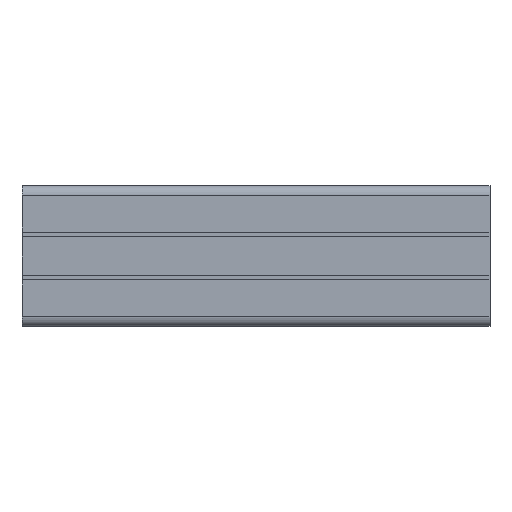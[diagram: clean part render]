
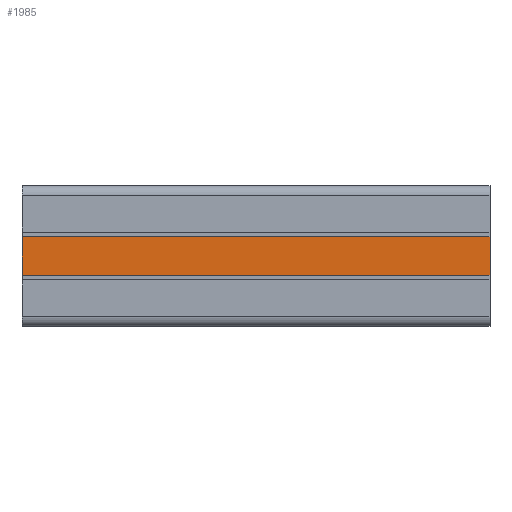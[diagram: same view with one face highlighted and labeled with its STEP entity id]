
A CAD part, left-side view. The second image highlights one B-rep face of the part: STEP entity #1985.
In plain terms, the highlighted planar face has unit normal (-1, 0, 0).
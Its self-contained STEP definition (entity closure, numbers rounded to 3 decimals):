
#134=FACE_OUTER_BOUND('',#233,.T.);
#233=EDGE_LOOP('',(#1463,#1464,#1465,#1466));
#398=LINE('',#3005,#647);
#399=LINE('',#3008,#648);
#400=LINE('',#3010,#649);
#401=LINE('',#3011,#650);
#647=VECTOR('',#2461,10.);
#648=VECTOR('',#2464,10.);
#649=VECTOR('',#2465,10.);
#650=VECTOR('',#2466,10.);
#886=VERTEX_POINT('',#3001);
#887=VERTEX_POINT('',#3003);
#888=VERTEX_POINT('',#3007);
#889=VERTEX_POINT('',#3009);
#1126=EDGE_CURVE('',#886,#887,#398,.T.);
#1127=EDGE_CURVE('',#886,#888,#399,.T.);
#1128=EDGE_CURVE('',#889,#887,#400,.T.);
#1129=EDGE_CURVE('',#888,#889,#401,.T.);
#1463=ORIENTED_EDGE('',*,*,#1127,.F.);
#1464=ORIENTED_EDGE('',*,*,#1126,.T.);
#1465=ORIENTED_EDGE('',*,*,#1128,.F.);
#1466=ORIENTED_EDGE('',*,*,#1129,.F.);
#1889=PLANE('',#2134);
#1985=ADVANCED_FACE('',(#134),#1889,.T.);
#2134=AXIS2_PLACEMENT_3D('',#3006,#2462,#2463);
#2461=DIRECTION('',(0.,1.,0.));
#2462=DIRECTION('center_axis',(-1.,0.,0.));
#2463=DIRECTION('ref_axis',(0.,0.,1.));
#2464=DIRECTION('',(0.,0.,-1.));
#2465=DIRECTION('',(0.,0.,1.));
#2466=DIRECTION('',(0.,1.,0.));
#3001=CARTESIAN_POINT('',(-5.514,0.,4.1));
#3003=CARTESIAN_POINT('',(-5.514,100.,4.1));
#3005=CARTESIAN_POINT('',(-5.514,0.,4.1));
#3006=CARTESIAN_POINT('Origin',(-5.514,-0.01,0.));
#3007=CARTESIAN_POINT('',(-5.514,0.,-4.1));
#3008=CARTESIAN_POINT('',(-5.514,0.,4.1));
#3009=CARTESIAN_POINT('',(-5.514,100.,-4.1));
#3010=CARTESIAN_POINT('',(-5.514,100.,-4.1));
#3011=CARTESIAN_POINT('',(-5.514,0.,-4.1));
